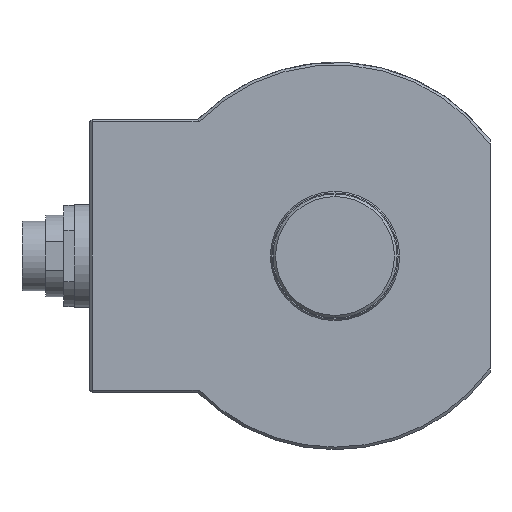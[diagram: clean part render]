
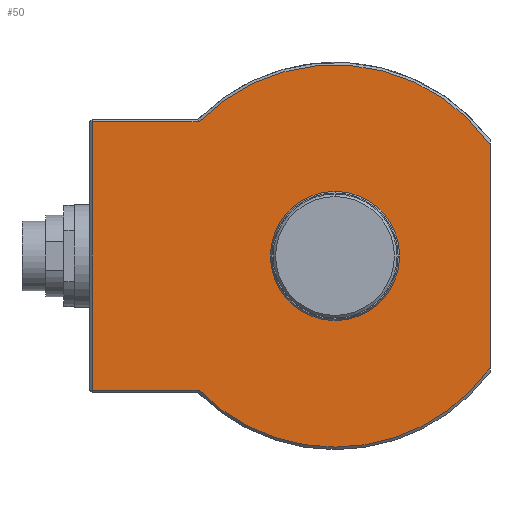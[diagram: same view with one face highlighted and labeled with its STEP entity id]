
A CAD part, left-side view. The second image highlights one B-rep face of the part: STEP entity #50.
In plain terms, the highlighted planar face has unit normal (-1, 0, 0).
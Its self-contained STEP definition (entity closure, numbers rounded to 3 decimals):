
#5 = VERTEX_POINT ( 'NONE', #855 ) ;
#6 = ORIENTED_EDGE ( 'NONE', *, *, #7, .T. ) ;
#7 = EDGE_CURVE ( 'NONE', #5, #867, #854, .T. ) ;
#8 = EDGE_LOOP ( 'NONE', ( #9, #11 ) ) ;
#9 = ORIENTED_EDGE ( 'NONE', *, *, #10, .F. ) ;
#10 = EDGE_CURVE ( 'NONE', #913, #909, #850, .T. ) ;
#11 = ORIENTED_EDGE ( 'NONE', *, *, #912, .F. ) ;
#50 = ADVANCED_FACE ( 'NONE', ( #918, #917 ), #970, .T. ) ;
#51 = EDGE_LOOP ( 'NONE', ( #52, #869, #871, #872, #875, #878, #6 ) ) ;
#52 = ORIENTED_EDGE ( 'NONE', *, *, #866, .T. ) ;
#785 = DIRECTION ( 'NONE',  ( 0., 0., 1. ) ) ;
#847 = DIRECTION ( 'NONE',  ( -1., 0., 0. ) ) ;
#848 = CARTESIAN_POINT ( 'NONE',  ( -70.95, 0., 0. ) ) ;
#849 = AXIS2_PLACEMENT_3D ( 'NONE', #848, #847, #785 ) ;
#850 = CIRCLE ( 'NONE', #849, 12.5 ) ;
#851 = DIRECTION ( 'NONE',  ( 0., 0., -1. ) ) ;
#852 = VECTOR ( 'NONE', #851, 1000. ) ;
#853 = CARTESIAN_POINT ( 'NONE',  ( -70.95, 47., -26.5 ) ) ;
#854 = LINE ( 'NONE', #853, #852 ) ;
#855 = CARTESIAN_POINT ( 'NONE',  ( -70.95, 47., 26. ) ) ;
#866 = EDGE_CURVE ( 'NONE', #867, #868, #2812, .T. ) ;
#867 = VERTEX_POINT ( 'NONE', #2777 ) ;
#868 = VERTEX_POINT ( 'NONE', #2776 ) ;
#869 = ORIENTED_EDGE ( 'NONE', *, *, #870, .T. ) ;
#870 = EDGE_CURVE ( 'NONE', #868, #901, #2775, .T. ) ;
#871 = ORIENTED_EDGE ( 'NONE', *, *, #892, .T. ) ;
#872 = ORIENTED_EDGE ( 'NONE', *, *, #873, .T. ) ;
#873 = EDGE_CURVE ( 'NONE', #894, #874, #2770, .T. ) ;
#874 = VERTEX_POINT ( 'NONE', #2766 ) ;
#875 = ORIENTED_EDGE ( 'NONE', *, *, #876, .T. ) ;
#876 = EDGE_CURVE ( 'NONE', #874, #877, #2765, .T. ) ;
#877 = VERTEX_POINT ( 'NONE', #2760 ) ;
#878 = ORIENTED_EDGE ( 'NONE', *, *, #879, .T. ) ;
#879 = EDGE_CURVE ( 'NONE', #877, #5, #2759, .T. ) ;
#892 = EDGE_CURVE ( 'NONE', #901, #894, #2846, .T. ) ;
#894 = VERTEX_POINT ( 'NONE', #2842 ) ;
#901 = VERTEX_POINT ( 'NONE', #2717 ) ;
#909 = VERTEX_POINT ( 'NONE', #2875 ) ;
#912 = EDGE_CURVE ( 'NONE', #909, #913, #2868, .T. ) ;
#913 = VERTEX_POINT ( 'NONE', #2864 ) ;
#917 = FACE_BOUND ( 'NONE', #8, .T. ) ;
#918 = FACE_OUTER_BOUND ( 'NONE', #51, .T. ) ;
#966 = DIRECTION ( 'NONE',  ( 0., 0., 1. ) ) ;
#967 = DIRECTION ( 'NONE',  ( -1., 0., 0. ) ) ;
#968 = CARTESIAN_POINT ( 'NONE',  ( -70.95, 0., 0. ) ) ;
#969 = AXIS2_PLACEMENT_3D ( 'NONE', #968, #967, #966 ) ;
#970 = PLANE ( 'NONE',  #969 ) ;
#2717 = CARTESIAN_POINT ( 'NONE',  ( -70.95, 0., -37. ) ) ;
#2756 = DIRECTION ( 'NONE',  ( 0., 1., 0. ) ) ;
#2757 = VECTOR ( 'NONE', #2756, 1000. ) ;
#2758 = CARTESIAN_POINT ( 'NONE',  ( -70.95, 47.5, 26. ) ) ;
#2759 = LINE ( 'NONE', #2758, #2757 ) ;
#2760 = CARTESIAN_POINT ( 'NONE',  ( -70.95, 26.325, 26. ) ) ;
#2761 = DIRECTION ( 'NONE',  ( 0., 0., 1. ) ) ;
#2762 = DIRECTION ( 'NONE',  ( -1., 0., 0. ) ) ;
#2763 = CARTESIAN_POINT ( 'NONE',  ( -70.95, 0., 0. ) ) ;
#2764 = AXIS2_PLACEMENT_3D ( 'NONE', #2763, #2762, #2761 ) ;
#2765 = CIRCLE ( 'NONE', #2764, 37. ) ;
#2766 = CARTESIAN_POINT ( 'NONE',  ( -70.95, -30., 21.656 ) ) ;
#2767 = DIRECTION ( 'NONE',  ( 0., 0., 1. ) ) ;
#2768 = VECTOR ( 'NONE', #2767, 1000. ) ;
#2769 = CARTESIAN_POINT ( 'NONE',  ( -70.95, -30., -22.5 ) ) ;
#2770 = LINE ( 'NONE', #2769, #2768 ) ;
#2771 = DIRECTION ( 'NONE',  ( 0., 0., 1. ) ) ;
#2772 = DIRECTION ( 'NONE',  ( -1., 0., 0. ) ) ;
#2773 = CARTESIAN_POINT ( 'NONE',  ( -70.95, 0., 0. ) ) ;
#2774 = AXIS2_PLACEMENT_3D ( 'NONE', #2773, #2772, #2771 ) ;
#2775 = CIRCLE ( 'NONE', #2774, 37. ) ;
#2776 = CARTESIAN_POINT ( 'NONE',  ( -70.95, 26.325, -26. ) ) ;
#2777 = CARTESIAN_POINT ( 'NONE',  ( -70.95, 47., -26. ) ) ;
#2809 = DIRECTION ( 'NONE',  ( 0., -1., 0. ) ) ;
#2810 = VECTOR ( 'NONE', #2809, 1000. ) ;
#2811 = CARTESIAN_POINT ( 'NONE',  ( -70.95, 26.533, -26. ) ) ;
#2812 = LINE ( 'NONE', #2811, #2810 ) ;
#2842 = CARTESIAN_POINT ( 'NONE',  ( -70.95, -30., -21.656 ) ) ;
#2843 = DIRECTION ( 'NONE',  ( 0., 0., 1. ) ) ;
#2844 = DIRECTION ( 'NONE',  ( -1., 0., 0. ) ) ;
#2845 = AXIS2_PLACEMENT_3D ( 'NONE', #2851, #2844, #2843 ) ;
#2846 = CIRCLE ( 'NONE', #2845, 37. ) ;
#2851 = CARTESIAN_POINT ( 'NONE',  ( -70.95, 0., 0. ) ) ;
#2864 = CARTESIAN_POINT ( 'NONE',  ( -70.95, 0., -12.5 ) ) ;
#2865 = DIRECTION ( 'NONE',  ( 0., 0., 1. ) ) ;
#2866 = DIRECTION ( 'NONE',  ( -1., 0., 0. ) ) ;
#2867 = AXIS2_PLACEMENT_3D ( 'NONE', #2873, #2866, #2865 ) ;
#2868 = CIRCLE ( 'NONE', #2867, 12.5 ) ;
#2873 = CARTESIAN_POINT ( 'NONE',  ( -70.95, 0., 0. ) ) ;
#2875 = CARTESIAN_POINT ( 'NONE',  ( -70.95, 0., 12.5 ) ) ;
